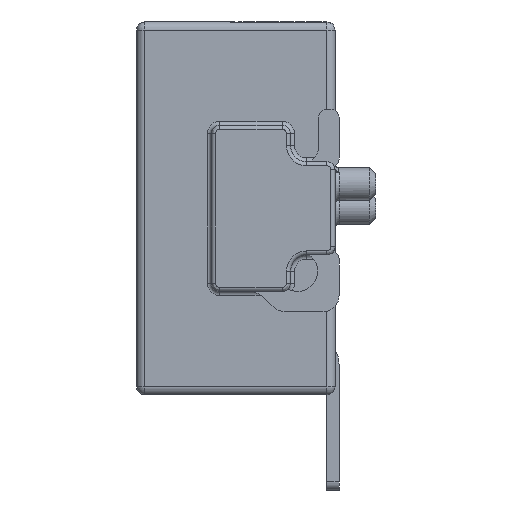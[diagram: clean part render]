
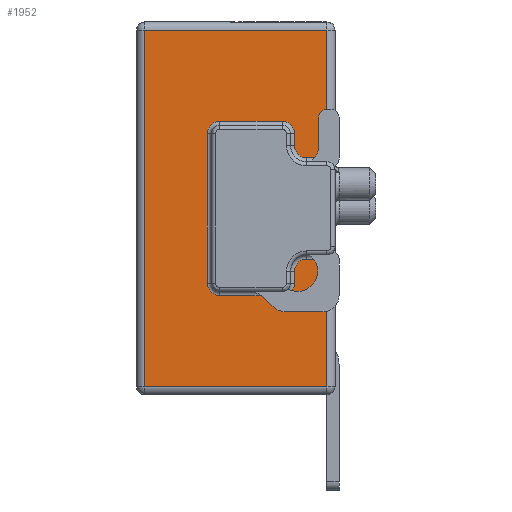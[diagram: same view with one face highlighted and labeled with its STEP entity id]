
A CAD part, left-side view. The second image highlights one B-rep face of the part: STEP entity #1952.
In plain terms, the highlighted planar face has unit normal (-1, 0, 0).
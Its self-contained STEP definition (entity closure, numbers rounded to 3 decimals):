
#1381=FACE_OUTER_BOUND('',#4344,.T.);
#1952=ADVANCED_FACE('',(#1381),#2491,.T.);
#2491=PLANE('',#10395);
#2886=LINE('',#14768,#3674);
#2887=LINE('',#14771,#3675);
#2888=LINE('',#14773,#3676);
#2889=LINE('',#14777,#3677);
#2890=LINE('',#14781,#3678);
#2891=LINE('',#14785,#3679);
#2892=LINE('',#14789,#3680);
#2893=LINE('',#14793,#3681);
#2894=LINE('',#14797,#3682);
#2895=LINE('',#14799,#3683);
#2896=LINE('',#14801,#3684);
#2897=LINE('',#14803,#3685);
#3674=VECTOR('',#11666,1.);
#3675=VECTOR('',#11667,1.);
#3676=VECTOR('',#11668,1.);
#3677=VECTOR('',#11671,1.);
#3678=VECTOR('',#11674,1.);
#3679=VECTOR('',#11677,1.);
#3680=VECTOR('',#11680,1.);
#3681=VECTOR('',#11683,1.);
#3682=VECTOR('',#11686,1.);
#3683=VECTOR('',#11687,1.);
#3684=VECTOR('',#11688,1.);
#3685=VECTOR('',#11689,1.);
#4344=EDGE_LOOP('',(#5196,#5197,#5198,#5199,#5200,#5201,#5202,#5203,#5204,
#5205,#5206,#5207,#5208,#5209,#5210,#5211,#5212,#5213));
#5196=ORIENTED_EDGE('',*,*,#8743,.T.);
#5197=ORIENTED_EDGE('',*,*,#8744,.T.);
#5198=ORIENTED_EDGE('',*,*,#8745,.T.);
#5199=ORIENTED_EDGE('',*,*,#8746,.T.);
#5200=ORIENTED_EDGE('',*,*,#8747,.T.);
#5201=ORIENTED_EDGE('',*,*,#8748,.T.);
#5202=ORIENTED_EDGE('',*,*,#8749,.T.);
#5203=ORIENTED_EDGE('',*,*,#8750,.T.);
#5204=ORIENTED_EDGE('',*,*,#8751,.T.);
#5205=ORIENTED_EDGE('',*,*,#8752,.T.);
#5206=ORIENTED_EDGE('',*,*,#8753,.T.);
#5207=ORIENTED_EDGE('',*,*,#8754,.T.);
#5208=ORIENTED_EDGE('',*,*,#8755,.T.);
#5209=ORIENTED_EDGE('',*,*,#8756,.T.);
#5210=ORIENTED_EDGE('',*,*,#8757,.T.);
#5211=ORIENTED_EDGE('',*,*,#8758,.T.);
#5212=ORIENTED_EDGE('',*,*,#8759,.T.);
#5213=ORIENTED_EDGE('',*,*,#8760,.T.);
#7882=VERTEX_POINT('',#14769);
#7883=VERTEX_POINT('',#14770);
#7884=VERTEX_POINT('',#14772);
#7885=VERTEX_POINT('',#14774);
#7886=VERTEX_POINT('',#14776);
#7887=VERTEX_POINT('',#14778);
#7888=VERTEX_POINT('',#14780);
#7889=VERTEX_POINT('',#14782);
#7890=VERTEX_POINT('',#14784);
#7891=VERTEX_POINT('',#14786);
#7892=VERTEX_POINT('',#14788);
#7893=VERTEX_POINT('',#14790);
#7894=VERTEX_POINT('',#14792);
#7895=VERTEX_POINT('',#14794);
#7896=VERTEX_POINT('',#14796);
#7897=VERTEX_POINT('',#14798);
#7898=VERTEX_POINT('',#14800);
#7899=VERTEX_POINT('',#14802);
#8743=EDGE_CURVE('',#7882,#7883,#2886,.T.);
#8744=EDGE_CURVE('',#7883,#7884,#2887,.T.);
#8745=EDGE_CURVE('',#7884,#7885,#2888,.T.);
#8746=EDGE_CURVE('',#7885,#7886,#9909,.T.);
#8747=EDGE_CURVE('',#7886,#7887,#2889,.T.);
#8748=EDGE_CURVE('',#7887,#7888,#9910,.T.);
#8749=EDGE_CURVE('',#7888,#7889,#2890,.T.);
#8750=EDGE_CURVE('',#7889,#7890,#9911,.T.);
#8751=EDGE_CURVE('',#7890,#7891,#2891,.T.);
#8752=EDGE_CURVE('',#7891,#7892,#9912,.T.);
#8753=EDGE_CURVE('',#7892,#7893,#2892,.T.);
#8754=EDGE_CURVE('',#7893,#7894,#9913,.T.);
#8755=EDGE_CURVE('',#7894,#7895,#2893,.T.);
#8756=EDGE_CURVE('',#7895,#7896,#9914,.T.);
#8757=EDGE_CURVE('',#7896,#7897,#2894,.T.);
#8758=EDGE_CURVE('',#7897,#7898,#2895,.T.);
#8759=EDGE_CURVE('',#7898,#7899,#2896,.T.);
#8760=EDGE_CURVE('',#7899,#7882,#2897,.T.);
#9909=CIRCLE('',#10389,0.3);
#9910=CIRCLE('',#10390,0.3);
#9911=CIRCLE('',#10391,0.3);
#9912=CIRCLE('',#10392,0.3);
#9913=CIRCLE('',#10393,0.3);
#9914=CIRCLE('',#10394,0.3);
#10389=AXIS2_PLACEMENT_3D('',#14775,#11669,#11670);
#10390=AXIS2_PLACEMENT_3D('',#14779,#11672,#11673);
#10391=AXIS2_PLACEMENT_3D('',#14783,#11675,#11676);
#10392=AXIS2_PLACEMENT_3D('',#14787,#11678,#11679);
#10393=AXIS2_PLACEMENT_3D('',#14791,#11681,#11682);
#10394=AXIS2_PLACEMENT_3D('',#14795,#11684,#11685);
#10395=AXIS2_PLACEMENT_3D('',#14804,#11690,#11691);
#11666=DIRECTION('',(0.,-1.,0.));
#11667=DIRECTION('',(0.,0.,1.));
#11668=DIRECTION('',(0.,1.,0.));
#11669=DIRECTION('',(-1.,0.,0.));
#11670=DIRECTION('',(0.,0.,1.));
#11671=DIRECTION('',(0.,0.,-1.));
#11672=DIRECTION('',(1.,0.,0.));
#11673=DIRECTION('',(0.,0.,1.));
#11674=DIRECTION('',(0.,1.,0.));
#11675=DIRECTION('',(1.,0.,0.));
#11676=DIRECTION('',(0.,0.,1.));
#11677=DIRECTION('',(0.,0.,1.));
#11678=DIRECTION('',(1.,0.,0.));
#11679=DIRECTION('',(0.,0.,1.));
#11680=DIRECTION('',(0.,-1.,0.));
#11681=DIRECTION('',(1.,0.,0.));
#11682=DIRECTION('',(0.,0.,1.));
#11683=DIRECTION('',(0.,0.,-1.));
#11684=DIRECTION('',(-1.,0.,0.));
#11685=DIRECTION('',(0.,0.,1.));
#11686=DIRECTION('',(0.,-1.,0.));
#11687=DIRECTION('',(0.,0.,1.));
#11688=DIRECTION('',(0.,1.,0.));
#11689=DIRECTION('',(0.,0.,-1.));
#11690=DIRECTION('',(-1.,0.,0.));
#11691=DIRECTION('',(0.,0.,1.));
#14768=CARTESIAN_POINT('',(-1.49,-2.25,-9.));
#14769=CARTESIAN_POINT('',(-1.49,2.25,-9.));
#14770=CARTESIAN_POINT('',(-1.49,-2.25,-9.));
#14771=CARTESIAN_POINT('',(-1.49,-2.25,-5.85));
#14772=CARTESIAN_POINT('',(-1.49,-2.25,-5.85));
#14773=CARTESIAN_POINT('',(-1.49,-2.25,-5.85));
#14774=CARTESIAN_POINT('',(-1.49,-1.75,-5.85));
#14775=CARTESIAN_POINT('',(-1.49,-1.75,-6.15));
#14776=CARTESIAN_POINT('',(-1.49,-1.45,-6.15));
#14777=CARTESIAN_POINT('',(-1.49,-1.45,-0.2));
#14778=CARTESIAN_POINT('',(-1.49,-1.45,-6.45));
#14779=CARTESIAN_POINT('',(-1.49,-1.15,-6.45));
#14780=CARTESIAN_POINT('',(-1.49,-1.15,-6.75));
#14781=CARTESIAN_POINT('',(-1.49,-2.25,-6.75));
#14782=CARTESIAN_POINT('',(-1.49,0.4,-6.75));
#14783=CARTESIAN_POINT('',(-1.49,0.4,-6.45));
#14784=CARTESIAN_POINT('',(-1.49,0.7,-6.45));
#14785=CARTESIAN_POINT('',(-1.49,0.7,-0.2));
#14786=CARTESIAN_POINT('',(-1.49,0.7,-2.75));
#14787=CARTESIAN_POINT('',(-1.49,0.4,-2.75));
#14788=CARTESIAN_POINT('',(-1.49,0.4,-2.45));
#14789=CARTESIAN_POINT('',(-1.49,-2.25,-2.45));
#14790=CARTESIAN_POINT('',(-1.49,-1.15,-2.45));
#14791=CARTESIAN_POINT('',(-1.49,-1.15,-2.75));
#14792=CARTESIAN_POINT('',(-1.49,-1.45,-2.75));
#14793=CARTESIAN_POINT('',(-1.49,-1.45,-0.2));
#14794=CARTESIAN_POINT('',(-1.49,-1.45,-3.05));
#14795=CARTESIAN_POINT('',(-1.49,-1.75,-3.05));
#14796=CARTESIAN_POINT('',(-1.49,-1.75,-3.35));
#14797=CARTESIAN_POINT('',(-1.49,-2.25,-3.35));
#14798=CARTESIAN_POINT('',(-1.49,-2.25,-3.35));
#14799=CARTESIAN_POINT('',(-1.49,-2.25,-0.2));
#14800=CARTESIAN_POINT('',(-1.49,-2.25,-0.2));
#14801=CARTESIAN_POINT('',(-1.49,2.25,-0.2));
#14802=CARTESIAN_POINT('',(-1.49,2.25,-0.2));
#14803=CARTESIAN_POINT('',(-1.49,2.25,-9.));
#14804=CARTESIAN_POINT('',(-1.49,-2.25,-0.2));
